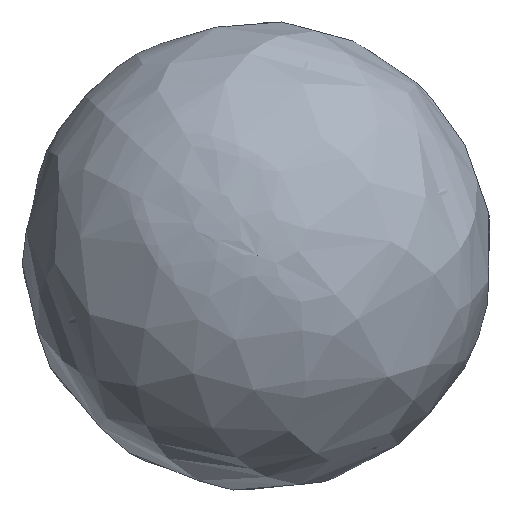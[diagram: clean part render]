
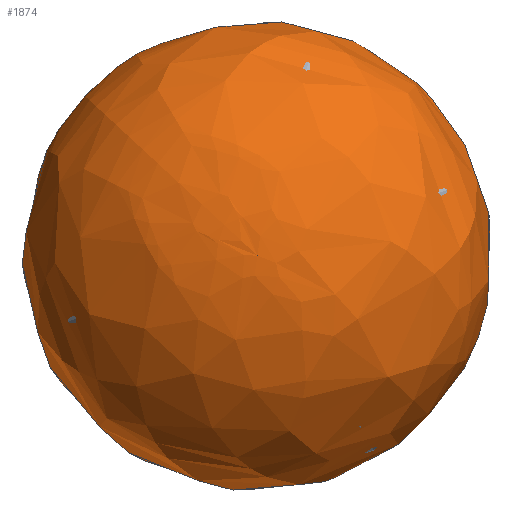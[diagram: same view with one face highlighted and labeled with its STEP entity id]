
A CAD part, top view. The second image highlights one B-rep face of the part: STEP entity #1874.
In plain terms, the highlighted free-form (B-spline) face has degree [3, 3] with [4, 7] control points.
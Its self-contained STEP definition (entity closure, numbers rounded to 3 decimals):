
#9 = CARTESIAN_POINT ( 'NONE',  ( -17., 0.306, 34. ) ) ;
#69 =( BOUNDED_SURFACE ( )  B_SPLINE_SURFACE ( 3, 3, ( 
 ( #2645, #204, #1603, #372, #9, #1185, #2034 ),
 ( #2475, #2008, #809, #2662, #1635, #1016, #1792 ),
 ( #1388, #984, #2454, #176, #379, #1806, #1813 ),
 ( #587, #1824, #577, #776, #2442, #616, #389 ) ),
 .UNSPECIFIED., .F., .T., .F. ) 
 B_SPLINE_SURFACE_WITH_KNOTS ( ( 4, 4 ),
 ( 4, 3, 4 ),
 ( 0., 1. ),
 ( 0., 0.5, 1. ),
 .UNSPECIFIED. ) 
 GEOMETRIC_REPRESENTATION_ITEM ( )  RATIONAL_B_SPLINE_SURFACE ( (
 ( 1., 0.333, 0.333, 1., 0.333, 0.333, 1.),
 ( 0.438, 0.146, 0.146, 0.438, 0.146, 0.146, 0.438),
 ( 0.438, 0.146, 0.146, 0.438, 0.146, 0.146, 0.438),
 ( 1., 0.333, 0.333, 1., 0.333, 0.333, 1.) ) ) 
 REPRESENTATION_ITEM ( '' )  SURFACE ( )  );
#170 = DIRECTION ( 'NONE',  ( 0., 1., 0. ) ) ;
#176 = CARTESIAN_POINT ( 'NONE',  ( -82.749, 86., 0. ) ) ;
#204 = CARTESIAN_POINT ( 'NONE',  ( 17., 0.306, -34. ) ) ;
#372 = CARTESIAN_POINT ( 'NONE',  ( -17., 0.306, 0. ) ) ;
#379 = CARTESIAN_POINT ( 'NONE',  ( -82.749, 86., 165.498 ) ) ;
#384 = VERTEX_POINT ( 'NONE', #905 ) ;
#389 = CARTESIAN_POINT ( 'NONE',  ( 0., 86., 0. ) ) ;
#488 = ORIENTED_EDGE ( 'NONE', *, *, #1710, .T. ) ;
#577 = CARTESIAN_POINT ( 'NONE',  ( 0., 86., 0. ) ) ;
#587 = CARTESIAN_POINT ( 'NONE',  ( 0., 86., 0. ) ) ;
#588 = AXIS2_PLACEMENT_3D ( 'NONE', #1964, #170, #934 ) ;
#616 = CARTESIAN_POINT ( 'NONE',  ( 0., 86., 0. ) ) ;
#776 = CARTESIAN_POINT ( 'NONE',  ( 0., 86., 0. ) ) ;
#809 = CARTESIAN_POINT ( 'NONE',  ( -95.697, 20.732, -191.394 ) ) ;
#905 = CARTESIAN_POINT ( 'NONE',  ( 0., 0.306, 17. ) ) ;
#934 = DIRECTION ( 'NONE',  ( 0., 0., 1. ) ) ;
#984 = CARTESIAN_POINT ( 'NONE',  ( 82.749, 86., -165.498 ) ) ;
#1016 = CARTESIAN_POINT ( 'NONE',  ( 95.697, 20.732, 191.394 ) ) ;
#1098 = CIRCLE ( 'NONE', #588, 17. ) ;
#1185 = CARTESIAN_POINT ( 'NONE',  ( 17., 0.306, 34. ) ) ;
#1388 = CARTESIAN_POINT ( 'NONE',  ( 82.749, 86., 0. ) ) ;
#1603 = CARTESIAN_POINT ( 'NONE',  ( -17., 0.306, -34. ) ) ;
#1635 = CARTESIAN_POINT ( 'NONE',  ( -95.697, 20.732, 191.394 ) ) ;
#1710 = EDGE_CURVE ( 'NONE', #384, #384, #1098, .T. ) ;
#1792 = CARTESIAN_POINT ( 'NONE',  ( 95.697, 20.732, 0. ) ) ;
#1806 = CARTESIAN_POINT ( 'NONE',  ( 82.749, 86., 165.498 ) ) ;
#1813 = CARTESIAN_POINT ( 'NONE',  ( 82.749, 86., 0. ) ) ;
#1824 = CARTESIAN_POINT ( 'NONE',  ( 0., 86., 0. ) ) ;
#1874 = ADVANCED_FACE ( 'NONE', ( #2293 ), #69, .F. ) ;
#1964 = CARTESIAN_POINT ( 'NONE',  ( 0., 0.306, 0. ) ) ;
#2008 = CARTESIAN_POINT ( 'NONE',  ( 95.697, 20.732, -191.394 ) ) ;
#2034 = CARTESIAN_POINT ( 'NONE',  ( 17., 0.306, 0. ) ) ;
#2293 = FACE_OUTER_BOUND ( 'NONE', #2503, .T. ) ;
#2442 = CARTESIAN_POINT ( 'NONE',  ( 0., 86., 0. ) ) ;
#2454 = CARTESIAN_POINT ( 'NONE',  ( -82.749, 86., -165.498 ) ) ;
#2475 = CARTESIAN_POINT ( 'NONE',  ( 95.697, 20.732, 0. ) ) ;
#2503 = EDGE_LOOP ( 'NONE', ( #488 ) ) ;
#2645 = CARTESIAN_POINT ( 'NONE',  ( 17., 0.306, 0. ) ) ;
#2662 = CARTESIAN_POINT ( 'NONE',  ( -95.697, 20.732, 0. ) ) ;
